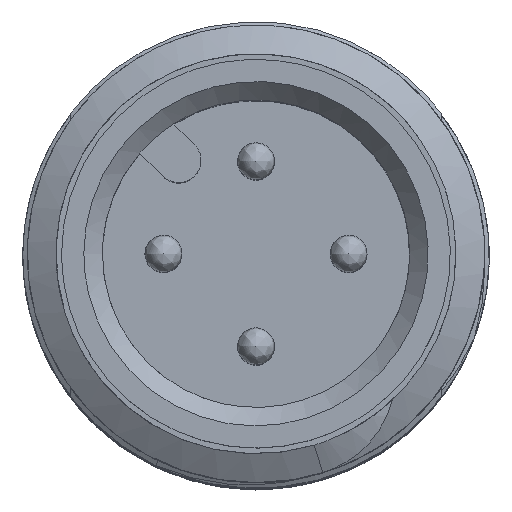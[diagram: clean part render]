
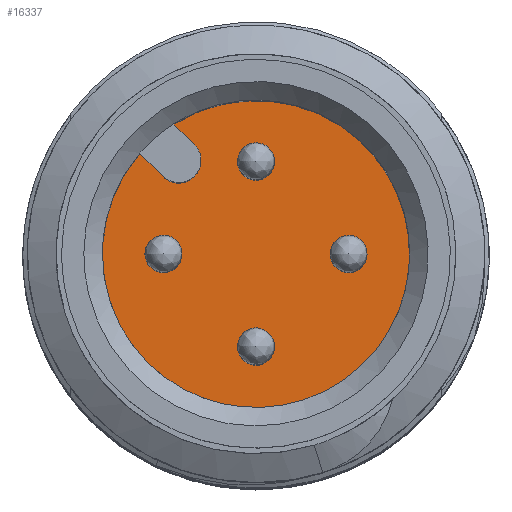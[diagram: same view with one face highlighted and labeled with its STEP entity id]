
A CAD part, top view. The second image highlights one B-rep face of the part: STEP entity #16337.
In plain terms, the highlighted free-form (B-spline) face has degree [1, 1] with [2, 2] control points.
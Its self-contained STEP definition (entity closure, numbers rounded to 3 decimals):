
#16175=CARTESIAN_POINT('',(-2.222,3.505,33.55));
#16176=VERTEX_POINT('',#16175);
#16182=CARTESIAN_POINT('',(-3.134,2.72,33.55));
#16183=VERTEX_POINT('',#16182);
#16184=CARTESIAN_POINT('',(-2.222,3.505,33.55));
#16185=CARTESIAN_POINT('',(3.221,6.956,33.55));
#16186=CARTESIAN_POINT('',(4.11,0.573,33.55));
#16187=CARTESIAN_POINT('',(5.,-5.81,33.55));
#16188=CARTESIAN_POINT('',(-1.179,-3.979,33.55));
#16189=CARTESIAN_POINT('',(-7.358,-2.148,33.55));
#16190=CARTESIAN_POINT('',(-3.134,2.72,33.55));
#16191=(BOUNDED_CURVE()B_SPLINE_CURVE(2,(#16184,#16185,#16186,#16187,#16188,#16189,#16190),.CIRCULAR_ARC.,.F.,.U.)B_SPLINE_CURVE_WITH_KNOTS((3,2,2,3),(0.,0.333,0.667,1.),.UNSPECIFIED.)CURVE()GEOMETRIC_REPRESENTATION_ITEM()RATIONAL_B_SPLINE_CURVE((1.,0.541,1.,0.541,1.,0.541,1.))REPRESENTATION_ITEM(''));
#16192=EDGE_CURVE('',#16176,#16183,#16191,.T.);
#16227=CARTESIAN_POINT('',(-1.662,2.944,33.55));
#16228=VERTEX_POINT('',#16227);
#16229=CARTESIAN_POINT('',(-1.662,2.944,33.55));
#16230=CARTESIAN_POINT('',(-2.222,3.505,33.55));
#16231=B_SPLINE_CURVE_WITH_KNOTS('',1,(#16229,#16230),.POLYLINE_FORM.,.F.,.U.,(2,2),(0.,1.),.UNSPECIFIED.);
#16232=EDGE_CURVE('',#16228,#16176,#16231,.T.);
#16257=CARTESIAN_POINT('',(9.019,7.907,33.55));
#16258=CARTESIAN_POINT('',(9.019,-7.907,33.55));
#16259=CARTESIAN_POINT('',(-6.795,7.907,33.55));
#16260=CARTESIAN_POINT('',(-6.795,-7.907,33.55));
#16261=B_SPLINE_SURFACE_WITH_KNOTS('',1,1,((#16257,#16258),(#16259,#16260)),.PLANE_SURF.,.F.,.F.,.U.,(2,2),(2,2),(0.,1.),(0.,1.),.UNSPECIFIED.);
#16262=ORIENTED_EDGE('',*,*,#16232,.F.);
#16263=CARTESIAN_POINT('',(-2.51,2.096,33.55));
#16264=VERTEX_POINT('',#16263);
#16265=CARTESIAN_POINT('',(-1.662,2.944,33.55));
#16266=CARTESIAN_POINT('',(-1.237,2.52,33.55));
#16267=CARTESIAN_POINT('',(-1.662,2.096,33.55));
#16268=CARTESIAN_POINT('',(-2.086,1.671,33.55));
#16269=CARTESIAN_POINT('',(-2.51,2.096,33.55));
#16270=(BOUNDED_CURVE()B_SPLINE_CURVE(2,(#16265,#16266,#16267,#16268,#16269),.CIRCULAR_ARC.,.F.,.U.)B_SPLINE_CURVE_WITH_KNOTS((3,2,3),(0.,0.5,1.),.UNSPECIFIED.)CURVE()GEOMETRIC_REPRESENTATION_ITEM()RATIONAL_B_SPLINE_CURVE((1.,0.707,1.,0.707,1.))REPRESENTATION_ITEM(''));
#16271=EDGE_CURVE('',#16228,#16264,#16270,.T.);
#16272=ORIENTED_EDGE('',*,*,#16271,.T.);
#16273=CARTESIAN_POINT('',(-2.51,2.096,33.55));
#16274=CARTESIAN_POINT('',(-3.134,2.72,33.55));
#16275=B_SPLINE_CURVE_WITH_KNOTS('',1,(#16273,#16274),.POLYLINE_FORM.,.F.,.U.,(2,2),(0.,1.),.UNSPECIFIED.);
#16276=EDGE_CURVE('',#16264,#16183,#16275,.T.);
#16277=ORIENTED_EDGE('',*,*,#16276,.T.);
#16278=ORIENTED_EDGE('',*,*,#16192,.F.);
#16279=EDGE_LOOP('',(#16262,#16272,#16277,#16278));
#16280=FACE_OUTER_BOUND('',#16279,.T.);
#16281=CARTESIAN_POINT('',(2.,0.,33.55));
#16282=VERTEX_POINT('',#16281);
#16283=CARTESIAN_POINT('',(2.,0.,33.55));
#16284=CARTESIAN_POINT('',(2.,0.866,33.55));
#16285=CARTESIAN_POINT('',(2.75,0.433,33.55));
#16286=CARTESIAN_POINT('',(3.5,0.,33.55));
#16287=CARTESIAN_POINT('',(2.75,-0.433,33.55));
#16288=CARTESIAN_POINT('',(2.,-0.866,33.55));
#16289=CARTESIAN_POINT('',(2.,0.,33.55));
#16290=(BOUNDED_CURVE()B_SPLINE_CURVE(2,(#16283,#16284,#16285,#16286,#16287,#16288,#16289),.CIRCULAR_ARC.,.T.,.U.)B_SPLINE_CURVE_WITH_KNOTS((3,2,2,3),(0.,0.333,0.667,1.),.UNSPECIFIED.)CURVE()GEOMETRIC_REPRESENTATION_ITEM()RATIONAL_B_SPLINE_CURVE((1.,0.5,1.,0.5,1.,0.5,1.))REPRESENTATION_ITEM(''));
#16291=EDGE_CURVE('',#16282,#16282,#16290,.T.);
#16292=ORIENTED_EDGE('',*,*,#16291,.T.);
#16293=EDGE_LOOP('',(#16292));
#16294=FACE_BOUND('',#16293,.T.);
#16295=CARTESIAN_POINT('',(-0.5,-2.5,33.55));
#16296=VERTEX_POINT('',#16295);
#16297=CARTESIAN_POINT('',(-0.5,-2.5,33.55));
#16298=CARTESIAN_POINT('',(-0.5,-1.634,33.55));
#16299=CARTESIAN_POINT('',(0.25,-2.067,33.55));
#16300=CARTESIAN_POINT('',(1.,-2.5,33.55));
#16301=CARTESIAN_POINT('',(0.25,-2.933,33.55));
#16302=CARTESIAN_POINT('',(-0.5,-3.366,33.55));
#16303=CARTESIAN_POINT('',(-0.5,-2.5,33.55));
#16304=(BOUNDED_CURVE()B_SPLINE_CURVE(2,(#16297,#16298,#16299,#16300,#16301,#16302,#16303),.CIRCULAR_ARC.,.T.,.U.)B_SPLINE_CURVE_WITH_KNOTS((3,2,2,3),(0.,0.333,0.667,1.),.UNSPECIFIED.)CURVE()GEOMETRIC_REPRESENTATION_ITEM()RATIONAL_B_SPLINE_CURVE((1.,0.5,1.,0.5,1.,0.5,1.))REPRESENTATION_ITEM(''));
#16305=EDGE_CURVE('',#16296,#16296,#16304,.T.);
#16306=ORIENTED_EDGE('',*,*,#16305,.T.);
#16307=EDGE_LOOP('',(#16306));
#16308=FACE_BOUND('',#16307,.T.);
#16309=CARTESIAN_POINT('',(-3.,0.,33.55));
#16310=VERTEX_POINT('',#16309);
#16311=CARTESIAN_POINT('',(-3.,0.,33.55));
#16312=CARTESIAN_POINT('',(-3.,0.866,33.55));
#16313=CARTESIAN_POINT('',(-2.25,0.433,33.55));
#16314=CARTESIAN_POINT('',(-1.5,0.,33.55));
#16315=CARTESIAN_POINT('',(-2.25,-0.433,33.55));
#16316=CARTESIAN_POINT('',(-3.,-0.866,33.55));
#16317=CARTESIAN_POINT('',(-3.,0.,33.55));
#16318=(BOUNDED_CURVE()B_SPLINE_CURVE(2,(#16311,#16312,#16313,#16314,#16315,#16316,#16317),.CIRCULAR_ARC.,.T.,.U.)B_SPLINE_CURVE_WITH_KNOTS((3,2,2,3),(0.,0.333,0.667,1.),.UNSPECIFIED.)CURVE()GEOMETRIC_REPRESENTATION_ITEM()RATIONAL_B_SPLINE_CURVE((1.,0.5,1.,0.5,1.,0.5,1.))REPRESENTATION_ITEM(''));
#16319=EDGE_CURVE('',#16310,#16310,#16318,.T.);
#16320=ORIENTED_EDGE('',*,*,#16319,.T.);
#16321=EDGE_LOOP('',(#16320));
#16322=FACE_BOUND('',#16321,.T.);
#16323=CARTESIAN_POINT('',(-0.5,2.5,33.55));
#16324=VERTEX_POINT('',#16323);
#16325=CARTESIAN_POINT('',(-0.5,2.5,33.55));
#16326=CARTESIAN_POINT('',(-0.5,3.366,33.55));
#16327=CARTESIAN_POINT('',(0.25,2.933,33.55));
#16328=CARTESIAN_POINT('',(1.,2.5,33.55));
#16329=CARTESIAN_POINT('',(0.25,2.067,33.55));
#16330=CARTESIAN_POINT('',(-0.5,1.634,33.55));
#16331=CARTESIAN_POINT('',(-0.5,2.5,33.55));
#16332=(BOUNDED_CURVE()B_SPLINE_CURVE(2,(#16325,#16326,#16327,#16328,#16329,#16330,#16331),.CIRCULAR_ARC.,.T.,.U.)B_SPLINE_CURVE_WITH_KNOTS((3,2,2,3),(0.,0.333,0.667,1.),.UNSPECIFIED.)CURVE()GEOMETRIC_REPRESENTATION_ITEM()RATIONAL_B_SPLINE_CURVE((1.,0.5,1.,0.5,1.,0.5,1.))REPRESENTATION_ITEM(''));
#16333=EDGE_CURVE('',#16324,#16324,#16332,.T.);
#16334=ORIENTED_EDGE('',*,*,#16333,.T.);
#16335=EDGE_LOOP('',(#16334));
#16336=FACE_BOUND('',#16335,.T.);
#16337=ADVANCED_FACE('',(#16280,#16294,#16308,#16322,#16336),#16261,.T.);
